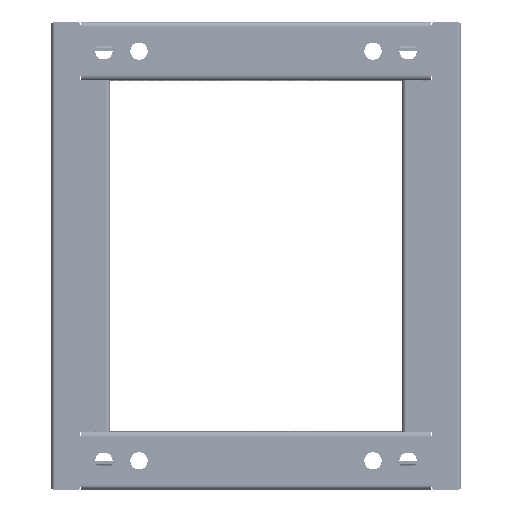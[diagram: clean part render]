
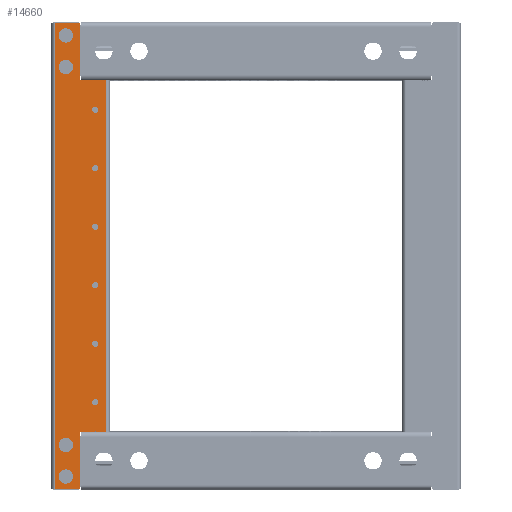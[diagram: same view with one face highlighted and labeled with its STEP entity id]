
A CAD part, front view. The second image highlights one B-rep face of the part: STEP entity #14660.
In plain terms, the highlighted planar face has unit normal (0, -1, 0).
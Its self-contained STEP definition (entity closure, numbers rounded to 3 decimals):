
#14660=ADVANCED_FACE('',(#33985,#33986,#33987,#33988,#33989,#33990,#33991,#33992,#33993,#33994,#33995),#33996,.T.);
#33985=FACE_BOUND('',#55423,.T.);
#33986=FACE_BOUND('',#55424,.T.);
#33987=FACE_BOUND('',#55425,.T.);
#33988=FACE_BOUND('',#55426,.T.);
#33989=FACE_BOUND('',#55427,.T.);
#33990=FACE_BOUND('',#55428,.T.);
#33991=FACE_BOUND('',#55429,.T.);
#33992=FACE_BOUND('',#55430,.T.);
#33993=FACE_BOUND('',#55431,.T.);
#33994=FACE_BOUND('',#55432,.T.);
#33995=FACE_OUTER_BOUND('',#55433,.T.);
#33996=PLANE('',#55434);
#55423=EDGE_LOOP('',(#102458,#102459));
#55424=EDGE_LOOP('',(#102460,#102461));
#55425=EDGE_LOOP('',(#102462,#102463));
#55426=EDGE_LOOP('',(#102464,#102465));
#55427=EDGE_LOOP('',(#102466,#102467));
#55428=EDGE_LOOP('',(#102468,#102469));
#55429=EDGE_LOOP('',(#102470,#102471));
#55430=EDGE_LOOP('',(#102472,#102473));
#55431=EDGE_LOOP('',(#102474,#102475));
#55432=EDGE_LOOP('',(#102476,#102477));
#55433=EDGE_LOOP('',(#102478,#102479,#102480,#102481,#102482,#102483,#102484,#102485));
#55434=AXIS2_PLACEMENT_3D('',#102486,#102487,#102488);
#102458=ORIENTED_EDGE('',*,*,#133678,.T.);
#102459=ORIENTED_EDGE('',*,*,#133845,.T.);
#102460=ORIENTED_EDGE('',*,*,#133683,.T.);
#102461=ORIENTED_EDGE('',*,*,#133846,.T.);
#102462=ORIENTED_EDGE('',*,*,#133688,.T.);
#102463=ORIENTED_EDGE('',*,*,#133847,.T.);
#102464=ORIENTED_EDGE('',*,*,#133693,.T.);
#102465=ORIENTED_EDGE('',*,*,#133848,.T.);
#102466=ORIENTED_EDGE('',*,*,#133698,.T.);
#102467=ORIENTED_EDGE('',*,*,#133849,.T.);
#102468=ORIENTED_EDGE('',*,*,#133703,.T.);
#102469=ORIENTED_EDGE('',*,*,#133850,.T.);
#102470=ORIENTED_EDGE('',*,*,#133708,.T.);
#102471=ORIENTED_EDGE('',*,*,#133851,.T.);
#102472=ORIENTED_EDGE('',*,*,#133713,.T.);
#102473=ORIENTED_EDGE('',*,*,#133852,.T.);
#102474=ORIENTED_EDGE('',*,*,#133718,.T.);
#102475=ORIENTED_EDGE('',*,*,#133853,.T.);
#102476=ORIENTED_EDGE('',*,*,#133723,.T.);
#102477=ORIENTED_EDGE('',*,*,#133854,.T.);
#102478=ORIENTED_EDGE('',*,*,#133855,.T.);
#102479=ORIENTED_EDGE('',*,*,#133843,.F.);
#102480=ORIENTED_EDGE('',*,*,#133856,.T.);
#102481=ORIENTED_EDGE('',*,*,#133857,.T.);
#102482=ORIENTED_EDGE('',*,*,#133858,.F.);
#102483=ORIENTED_EDGE('',*,*,#133859,.T.);
#102484=ORIENTED_EDGE('',*,*,#133821,.T.);
#102485=ORIENTED_EDGE('',*,*,#133860,.T.);
#102486=CARTESIAN_POINT('',(25.0,0.0,399.0));
#102487=DIRECTION('',(0.0,-1.0,0.0));
#102488=DIRECTION('',(-1.0,0.0,0.0));
#133678=EDGE_CURVE('',#164322,#164326,#164328,.T.);
#133683=EDGE_CURVE('',#164331,#164335,#164337,.T.);
#133688=EDGE_CURVE('',#164340,#164344,#164346,.T.);
#133693=EDGE_CURVE('',#164349,#164353,#164355,.T.);
#133698=EDGE_CURVE('',#164358,#164362,#164364,.T.);
#133703=EDGE_CURVE('',#164367,#164371,#164373,.T.);
#133708=EDGE_CURVE('',#164376,#164380,#164382,.T.);
#133713=EDGE_CURVE('',#164385,#164389,#164391,.T.);
#133718=EDGE_CURVE('',#164394,#164398,#164400,.T.);
#133723=EDGE_CURVE('',#164403,#164407,#164409,.T.);
#133821=EDGE_CURVE('',#164586,#164584,#164587,.T.);
#133843=EDGE_CURVE('',#164623,#164621,#164625,.T.);
#133845=EDGE_CURVE('',#164326,#164322,#164627,.T.);
#133846=EDGE_CURVE('',#164335,#164331,#164628,.T.);
#133847=EDGE_CURVE('',#164344,#164340,#164629,.T.);
#133848=EDGE_CURVE('',#164353,#164349,#164630,.T.);
#133849=EDGE_CURVE('',#164362,#164358,#164631,.T.);
#133850=EDGE_CURVE('',#164371,#164367,#164632,.T.);
#133851=EDGE_CURVE('',#164380,#164376,#164633,.T.);
#133852=EDGE_CURVE('',#164389,#164385,#164634,.T.);
#133853=EDGE_CURVE('',#164398,#164394,#164635,.T.);
#133854=EDGE_CURVE('',#164407,#164403,#164636,.T.);
#133855=EDGE_CURVE('',#164637,#164621,#164638,.T.);
#133856=EDGE_CURVE('',#164623,#164639,#164640,.T.);
#133857=EDGE_CURVE('',#164639,#164641,#164642,.T.);
#133858=EDGE_CURVE('',#164643,#164641,#164644,.T.);
#133859=EDGE_CURVE('',#164643,#164586,#164645,.T.);
#133860=EDGE_CURVE('',#164584,#164637,#164646,.T.);
#164322=VERTEX_POINT('',#202994);
#164326=VERTEX_POINT('',#202999);
#164328=CIRCLE('',#203002,2.7);
#164331=VERTEX_POINT('',#203005);
#164335=VERTEX_POINT('',#203010);
#164337=CIRCLE('',#203013,2.7);
#164340=VERTEX_POINT('',#203016);
#164344=VERTEX_POINT('',#203021);
#164346=CIRCLE('',#203024,2.7);
#164349=VERTEX_POINT('',#203027);
#164353=VERTEX_POINT('',#203032);
#164355=CIRCLE('',#203035,2.7);
#164358=VERTEX_POINT('',#203038);
#164362=VERTEX_POINT('',#203043);
#164364=CIRCLE('',#203046,2.7);
#164367=VERTEX_POINT('',#203049);
#164371=VERTEX_POINT('',#203054);
#164373=CIRCLE('',#203057,2.7);
#164376=VERTEX_POINT('',#203060);
#164380=VERTEX_POINT('',#203065);
#164382=CIRCLE('',#203068,6.1);
#164385=VERTEX_POINT('',#203071);
#164389=VERTEX_POINT('',#203076);
#164391=CIRCLE('',#203079,6.1);
#164394=VERTEX_POINT('',#203082);
#164398=VERTEX_POINT('',#203087);
#164400=CIRCLE('',#203090,6.1);
#164403=VERTEX_POINT('',#203093);
#164407=VERTEX_POINT('',#203098);
#164409=CIRCLE('',#203101,6.1);
#164584=VERTEX_POINT('',#203316);
#164586=VERTEX_POINT('',#203319);
#164587=LINE('',#203320,#203321);
#164621=VERTEX_POINT('',#203368);
#164623=VERTEX_POINT('',#203370);
#164625=LINE('',#203372,#203373);
#164627=CIRCLE('',#203375,2.7);
#164628=CIRCLE('',#203376,2.7);
#164629=CIRCLE('',#203377,2.7);
#164630=CIRCLE('',#203378,2.7);
#164631=CIRCLE('',#203379,2.7);
#164632=CIRCLE('',#203380,2.7);
#164633=CIRCLE('',#203381,6.1);
#164634=CIRCLE('',#203382,6.1);
#164635=CIRCLE('',#203383,6.1);
#164636=CIRCLE('',#203384,6.1);
#164637=VERTEX_POINT('',#203385);
#164638=LINE('',#203386,#203387);
#164639=VERTEX_POINT('',#203388);
#164640=LINE('',#203389,#203390);
#164641=VERTEX_POINT('',#203391);
#164642=LINE('',#203392,#203393);
#164643=VERTEX_POINT('',#203394);
#164644=LINE('',#203395,#203396);
#164645=LINE('',#203397,#203398);
#164646=LINE('',#203399,#203400);
#202994=CARTESIAN_POINT('',(37.5,0.0,72.3));
#202999=CARTESIAN_POINT('',(37.5,0.0,77.7));
#203002=AXIS2_PLACEMENT_3D('',#241755,#241756,#241757);
#203005=CARTESIAN_POINT('',(37.5,0.0,122.3));
#203010=CARTESIAN_POINT('',(37.5,0.0,127.7));
#203013=AXIS2_PLACEMENT_3D('',#241763,#241764,#241765);
#203016=CARTESIAN_POINT('',(37.5,0.0,172.3));
#203021=CARTESIAN_POINT('',(37.5,0.0,177.7));
#203024=AXIS2_PLACEMENT_3D('',#241771,#241772,#241773);
#203027=CARTESIAN_POINT('',(37.5,0.0,222.3));
#203032=CARTESIAN_POINT('',(37.5,0.0,227.7));
#203035=AXIS2_PLACEMENT_3D('',#241779,#241780,#241781);
#203038=CARTESIAN_POINT('',(37.5,0.0,272.3));
#203043=CARTESIAN_POINT('',(37.5,0.0,277.7));
#203046=AXIS2_PLACEMENT_3D('',#241787,#241788,#241789);
#203049=CARTESIAN_POINT('',(37.5,0.0,322.3));
#203054=CARTESIAN_POINT('',(37.5,0.0,327.7));
#203057=AXIS2_PLACEMENT_3D('',#241795,#241796,#241797);
#203060=CARTESIAN_POINT('',(12.5,0.0,32.4));
#203065=CARTESIAN_POINT('',(12.5,0.0,44.6));
#203068=AXIS2_PLACEMENT_3D('',#241803,#241804,#241805);
#203071=CARTESIAN_POINT('',(12.5,0.0,5.4));
#203076=CARTESIAN_POINT('',(12.5,0.0,17.6));
#203079=AXIS2_PLACEMENT_3D('',#241811,#241812,#241813);
#203082=CARTESIAN_POINT('',(12.5,0.0,355.4));
#203087=CARTESIAN_POINT('',(12.5,0.0,367.6));
#203090=AXIS2_PLACEMENT_3D('',#241819,#241820,#241821);
#203093=CARTESIAN_POINT('',(12.5,0.0,382.4));
#203098=CARTESIAN_POINT('',(12.5,0.0,394.6));
#203101=AXIS2_PLACEMENT_3D('',#241827,#241828,#241829);
#203316=CARTESIAN_POINT('',(24.5,0.0,1.0));
#203319=CARTESIAN_POINT('',(3.5,0.0,1.0));
#203320=CARTESIAN_POINT('',(3.5,0.0,1.0));
#203321=VECTOR('',#241982,1.0);
#203368=CARTESIAN_POINT('',(46.5,0.0,50.0));
#203370=CARTESIAN_POINT('',(46.5,0.0,350.0));
#203372=CARTESIAN_POINT('',(46.5,0.0,399.0));
#203373=VECTOR('',#242011,1.0);
#203375=AXIS2_PLACEMENT_3D('',#242012,#242013,#242014);
#203376=AXIS2_PLACEMENT_3D('',#242015,#242016,#242017);
#203377=AXIS2_PLACEMENT_3D('',#242018,#242019,#242020);
#203378=AXIS2_PLACEMENT_3D('',#242021,#242022,#242023);
#203379=AXIS2_PLACEMENT_3D('',#242024,#242025,#242026);
#203380=AXIS2_PLACEMENT_3D('',#242027,#242028,#242029);
#203381=AXIS2_PLACEMENT_3D('',#242030,#242031,#242032);
#203382=AXIS2_PLACEMENT_3D('',#242033,#242034,#242035);
#203383=AXIS2_PLACEMENT_3D('',#242036,#242037,#242038);
#203384=AXIS2_PLACEMENT_3D('',#242039,#242040,#242041);
#203385=CARTESIAN_POINT('',(24.5,0.0,50.0));
#203386=CARTESIAN_POINT('',(32.25,0.0,50.0));
#203387=VECTOR('',#242042,1.0);
#203388=CARTESIAN_POINT('',(24.5,0.0,350.0));
#203389=CARTESIAN_POINT('',(32.25,0.0,350.0));
#203390=VECTOR('',#242043,1.0);
#203391=CARTESIAN_POINT('',(24.5,0.0,399.0));
#203392=CARTESIAN_POINT('',(24.5,0.0,386.75));
#203393=VECTOR('',#242044,1.0);
#203394=CARTESIAN_POINT('',(3.5,0.0,399.0));
#203395=CARTESIAN_POINT('',(3.5,0.0,399.0));
#203396=VECTOR('',#242045,1.0);
#203397=CARTESIAN_POINT('',(3.5,0.0,399.0));
#203398=VECTOR('',#242046,1.0);
#203399=CARTESIAN_POINT('',(24.5,0.0,212.25));
#203400=VECTOR('',#242047,1.0);
#241755=CARTESIAN_POINT('',(37.5,0.0,75.0));
#241756=DIRECTION('',(-0.0,1.0,0.0));
#241757=DIRECTION('',(0.0,0.0,-1.0));
#241763=CARTESIAN_POINT('',(37.5,0.0,125.0));
#241764=DIRECTION('',(-0.0,1.0,0.0));
#241765=DIRECTION('',(0.0,0.0,-1.0));
#241771=CARTESIAN_POINT('',(37.5,0.0,175.0));
#241772=DIRECTION('',(-0.0,1.0,0.0));
#241773=DIRECTION('',(0.0,0.0,-1.0));
#241779=CARTESIAN_POINT('',(37.5,0.0,225.0));
#241780=DIRECTION('',(-0.0,1.0,0.0));
#241781=DIRECTION('',(0.0,0.0,-1.0));
#241787=CARTESIAN_POINT('',(37.5,0.0,275.0));
#241788=DIRECTION('',(-0.0,1.0,0.0));
#241789=DIRECTION('',(0.0,0.0,-1.0));
#241795=CARTESIAN_POINT('',(37.5,0.0,325.0));
#241796=DIRECTION('',(-0.0,1.0,0.0));
#241797=DIRECTION('',(0.0,0.0,-1.0));
#241803=CARTESIAN_POINT('',(12.5,0.0,38.5));
#241804=DIRECTION('',(-0.0,1.0,0.0));
#241805=DIRECTION('',(0.0,0.0,-1.0));
#241811=CARTESIAN_POINT('',(12.5,0.0,11.5));
#241812=DIRECTION('',(-0.0,1.0,0.0));
#241813=DIRECTION('',(0.0,0.0,-1.0));
#241819=CARTESIAN_POINT('',(12.5,0.0,361.5));
#241820=DIRECTION('',(-0.0,1.0,0.0));
#241821=DIRECTION('',(0.0,0.0,-1.0));
#241827=CARTESIAN_POINT('',(12.5,0.0,388.5));
#241828=DIRECTION('',(-0.0,1.0,0.0));
#241829=DIRECTION('',(0.0,0.0,-1.0));
#241982=DIRECTION('',(1.0,0.0,0.0));
#242011=DIRECTION('',(0.0,0.0,-1.0));
#242012=CARTESIAN_POINT('',(37.5,0.0,75.0));
#242013=DIRECTION('',(-0.0,1.0,0.0));
#242014=DIRECTION('',(0.0,0.0,-1.0));
#242015=CARTESIAN_POINT('',(37.5,0.0,125.0));
#242016=DIRECTION('',(-0.0,1.0,0.0));
#242017=DIRECTION('',(0.0,0.0,-1.0));
#242018=CARTESIAN_POINT('',(37.5,0.0,175.0));
#242019=DIRECTION('',(-0.0,1.0,0.0));
#242020=DIRECTION('',(0.0,0.0,-1.0));
#242021=CARTESIAN_POINT('',(37.5,0.0,225.0));
#242022=DIRECTION('',(-0.0,1.0,0.0));
#242023=DIRECTION('',(0.0,0.0,-1.0));
#242024=CARTESIAN_POINT('',(37.5,0.0,275.0));
#242025=DIRECTION('',(-0.0,1.0,0.0));
#242026=DIRECTION('',(0.0,0.0,-1.0));
#242027=CARTESIAN_POINT('',(37.5,0.0,325.0));
#242028=DIRECTION('',(-0.0,1.0,0.0));
#242029=DIRECTION('',(0.0,0.0,-1.0));
#242030=CARTESIAN_POINT('',(12.5,0.0,38.5));
#242031=DIRECTION('',(-0.0,1.0,0.0));
#242032=DIRECTION('',(0.0,0.0,-1.0));
#242033=CARTESIAN_POINT('',(12.5,0.0,11.5));
#242034=DIRECTION('',(-0.0,1.0,0.0));
#242035=DIRECTION('',(0.0,0.0,-1.0));
#242036=CARTESIAN_POINT('',(12.5,0.0,361.5));
#242037=DIRECTION('',(-0.0,1.0,0.0));
#242038=DIRECTION('',(0.0,0.0,-1.0));
#242039=CARTESIAN_POINT('',(12.5,0.0,388.5));
#242040=DIRECTION('',(-0.0,1.0,0.0));
#242041=DIRECTION('',(0.0,0.0,-1.0));
#242042=DIRECTION('',(1.0,0.0,0.0));
#242043=DIRECTION('',(-1.0,0.0,0.0));
#242044=DIRECTION('',(-0.0,0.0,1.0));
#242045=DIRECTION('',(1.0,0.0,0.0));
#242046=DIRECTION('',(0.0,0.0,-1.0));
#242047=DIRECTION('',(-0.0,0.0,1.0));
